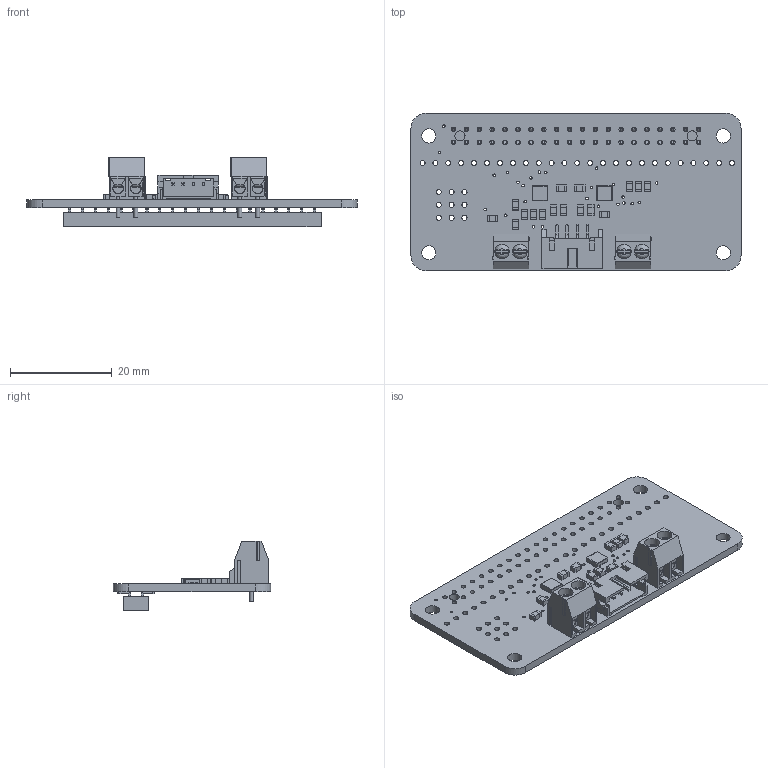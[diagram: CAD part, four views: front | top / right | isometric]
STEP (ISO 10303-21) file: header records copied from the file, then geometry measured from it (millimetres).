
FILE_DESCRIPTION(/* description */ (''),/* implementation_level */ '2;1');
FILE_NAME(/* name */ 'PCB Component.step',/* time_stamp */ '2025-10-17T15:00:30-04:00',/* author */ (''),/* organization */ (''),/* preprocessor_version */ 'ST-DEVELOPER v20.1',/* originating_system */ 'Autodesk Translation Framework v14.17.0.0',/* authorisation */ '');
FILE_SCHEMA (('AUTOMOTIVE_DESIGN { 1 0 10303 214 3 1 1 }'));
Length unit declared in the file: millimetre
Products named in the file (7): PCB Component; Board; RASPBERRYPI_BPLUS_BONNET_THMSMT; MAX98357A; 10uF; 3.5mm; 4 JST-PH
Assembly tree (23 placements, depth 2):
  PCB Component
    Board
    RASPBERRYPI_BPLUS_BONNET_THMSMT
    MAX98357A  x2
    10uF  x16
    3.5mm  x2
    4 JST-PH
Bounding box: 65 x 31 x 13.76 mm (x, y, z)
Volume: 4502.3 mm3; surface area: 8478 mm2
Topology: 96 solids, 96 shells, 2334 faces, 5710 edges, 3572 vertices
Faces by surface type: plane 1699, cylinder 411, torus 168, bspline 52, cone 4
Full cylindrical faces by diameter (mm): 0.5 x27, 0.77 x4, 0.9 x40, 1 x38, 1.86 x4, 2 x18, 2.8 x4, 2.9 x8
Entity records: 49218 total; most frequent: CARTESIAN_POINT 9042, DIRECTION 8036, ORIENTED_EDGE 7992, EDGE_CURVE 3996, LINE 3184, VECTOR 3184, VERTEX_POINT 2488, AXIS2_PLACEMENT_3D 2426
